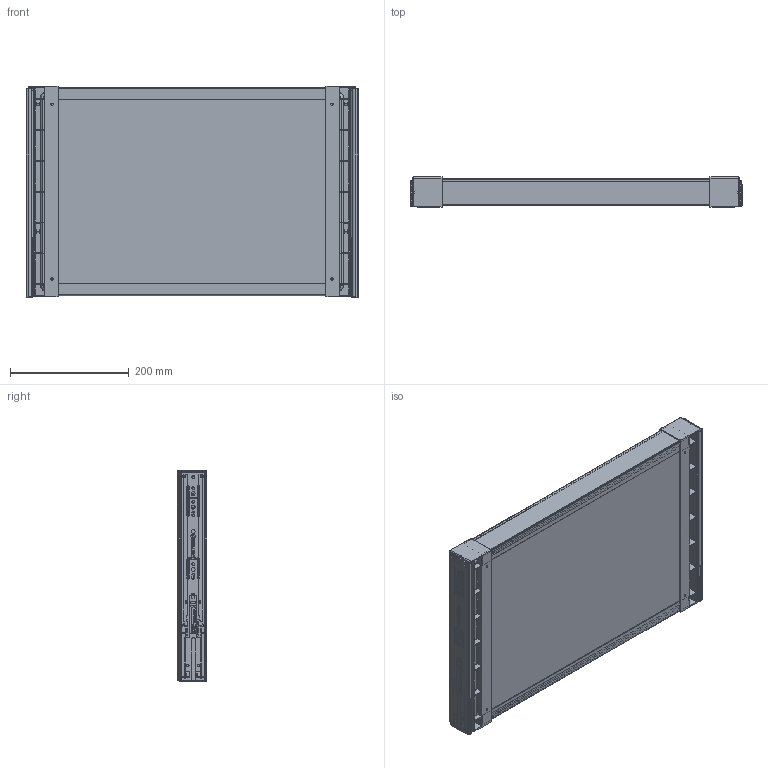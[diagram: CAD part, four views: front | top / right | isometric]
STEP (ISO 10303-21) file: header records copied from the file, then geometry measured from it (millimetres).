
FILE_DESCRIPTION (( 'STEP AP203' ), '1' );
FILE_NAME ('S-6395.STEP', '2025-04-16T12:39:56', ( '' ), ( '' ), 'SwSTEP 2.0', 'SolidWorks 2020', '' );
FILE_SCHEMA (( 'CONFIG_CONTROL_DESIGN' ));
Length unit declared in the file: millimetre
Products named in the file (27): 31347340_46 mm RAY FREN MEKANIZMASI_Kapal�; AHÞAP; 46 mm ORP- F_350; 46 mm KRPF_350; Tls.Raylý Ahþap Raf Montaj Plastiði; 46 mm CRP-F_350; SPSK_M4; AynalamaTls.Raylý Ahþap Raf Montaj Plastiði; Aynalama31347340_46 mm RAY FREN MEKANIZMASI_Kapal�; 46 mm on pls par.; 30627790_46 mm FREN GOVDE PARCASI; Aynalama46 mm ORP- F_350; 46x350 SAMET TELESKOPÝK RAY FRENLÝ; Aynalama46 mm KRPF_350; 30627780_46 mm FREN UST PARCASI; S-6395; Aynalama30627790_46 mm FREN GOVDE PARCASI; Aynalama46 mm CRP-F_350; Aynalama46 mm Fren Tahrik Par.; 43 mm mandal parcasi; Aynalama43 mm mandal parcasi; AHÞAP RAF ALM PROFIL15829; AynalamaSPSK_M4; Aynalama46 mm on pls par.; pan head cross collar screw_din_DIN 967 - M4 x 6 - Z --- 4.6S; Aynalama46x350 SAMET TELESKOPÝK RAY FRENLÝ; Aynalama30627780_46 mm FREN UST PARCASI
Assembly tree (30 placements, depth 4):
  S-6395
    46x350 SAMET TELESKOPÝK RAY FRENLÝ
      46 mm KRPF_350
      46 mm ORP- F_350
      46 mm on pls par.
      46 mm CRP-F_350
      43 mm mandal parcasi
      31347340_46 mm RAY FREN MEKANIZMASI_Kapal�
        30627790_46 mm FREN GOVDE PARCASI
        30627780_46 mm FREN UST PARCASI
    Tls.Raylý Ahþap Raf Montaj Plastiði
    SPSK_M4  x2
    AHÞAP RAF ALM PROFIL15829  x2
    AHÞAP
    Aynalama46x350 SAMET TELESKOPÝK RAY FRENLÝ
      Aynalama46 mm KRPF_350
      Aynalama46 mm ORP- F_350
      Aynalama46 mm on pls par.
      Aynalama46 mm CRP-F_350
      Aynalama43 mm mandal parcasi
      Aynalama31347340_46 mm RAY FREN MEKANIZMASI_Kapal�
        Aynalama30627790_46 mm FREN GOVDE PARCASI
        Aynalama30627780_46 mm FREN UST PARCASI
      Aynalama46 mm Fren Tahrik Par.
    AynalamaTls.Raylý Ahþap Raf Montaj Plastiði
    AynalamaSPSK_M4  x2
    pan head cross collar screw_din_DIN 967 - M4 x 6 - Z --- 4.6S  x2
Bounding box: 560 x 50 x 356 mm (x, y, z)
Volume: 1540005.6 mm3; surface area: 1094181.7 mm2
Topology: 26 solids, 26 shells, 4037 faces, 10864 edges, 7102 vertices
Faces by surface type: plane 2235, cylinder 1128, bspline 552, cone 102, torus 12, sphere 8
Entity records: 127639 total; most frequent: CARTESIAN_POINT 36113, ORIENTED_EDGE 19520, DIRECTION 16791, EDGE_CURVE 9760, VERTEX_POINT 6385, LINE 6263, VECTOR 6263, AXIS2_PLACEMENT_3D 5264
